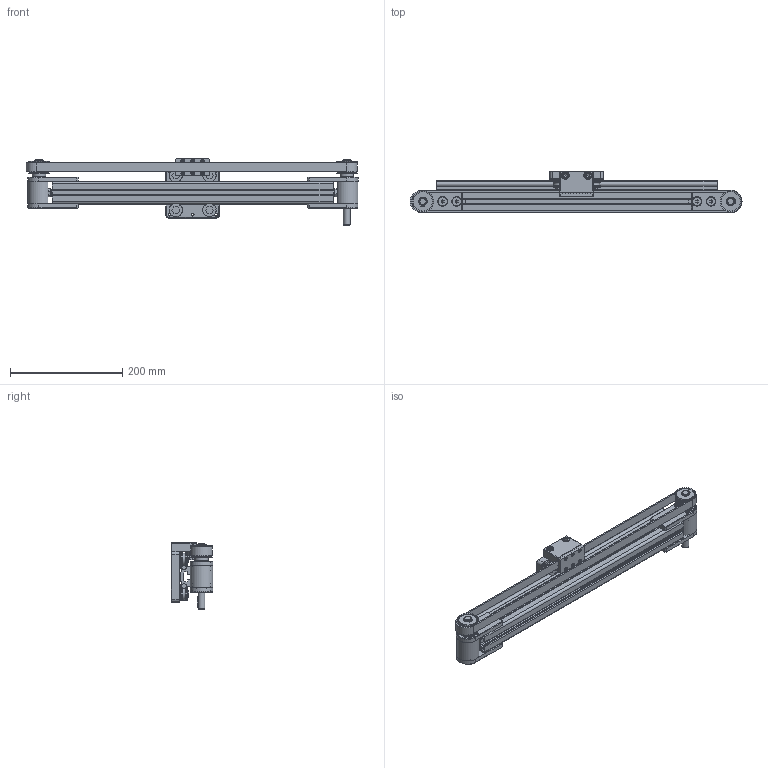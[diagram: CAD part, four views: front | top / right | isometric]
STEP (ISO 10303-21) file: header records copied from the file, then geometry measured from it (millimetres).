
FILE_DESCRIPTION (( 'STEP AP214' ), '1' );
FILE_NAME ('TSP-Z1-L500.STEP', '2018-10-03T11:18:07', ( '' ), ( '' ), 'SwSTEP 2.0', 'SolidWorks 2018', '' );
FILE_SCHEMA (( 'AUTOMOTIVE_DESIGN' ));
Length unit declared in the file: millimetre
Products named in the file (11): TSNP_2-C5; TSNP_2-Z1-1_Default; TSNP_2-Z1_Default; TSNP_2-Z2; TS-Z2; TSP-Z1-L500
Assembly tree (5 placements, depth 2):
  TSNP_2-Z1-1_Default
  TSNP_2-Z1_Default
  TSNP_2-Z2
  TSP-Z1-L500
    TSNP_2-Z2
    TSNP_2-Z1_Default
    TSNP_2-Z1-1_Default
    TS-Z2
    TSNP_2-C5
  TS-Z2
Bounding box: 591.06 x 73.75 x 118.4 mm (x, y, z)
Volume: 1020721.1 mm3; surface area: 562858.9 mm2
Topology: 123 solids, 123 shells, 2176 faces, 5483 edges, 3509 vertices
Faces by surface type: plane 944, cylinder 733, cone 347, torus 88, bspline 32, sphere 32
Full cylindrical faces by diameter (mm): 1.7 x8, 2.5 x46, 2.729 x16, 3 x22, 3.2 x22, 5 x10, 5.5 x6, 6 x16, 6.5 x6, 6.8 x9, 7.323 x8, 8 x38, 8.2 x2, 9 x10, 11.5 x8, 12 x8, 12.2 x2, 13 x2, 13.5 x4, 14 x5, 16 x8, 18 x8, 19 x4, 20 x2, 24 x18, 26 x2, 30 x12
Entity records: 87846 total; most frequent: CARTESIAN_POINT 14392, DIRECTION 9998, ORIENTED_EDGE 9008, EDGE_CURVE 4504, AXIS2_PLACEMENT_3D 3889, VERTEX_POINT 3248, EDGE_LOOP 3102, FACE_OUTER_BOUND 2530
